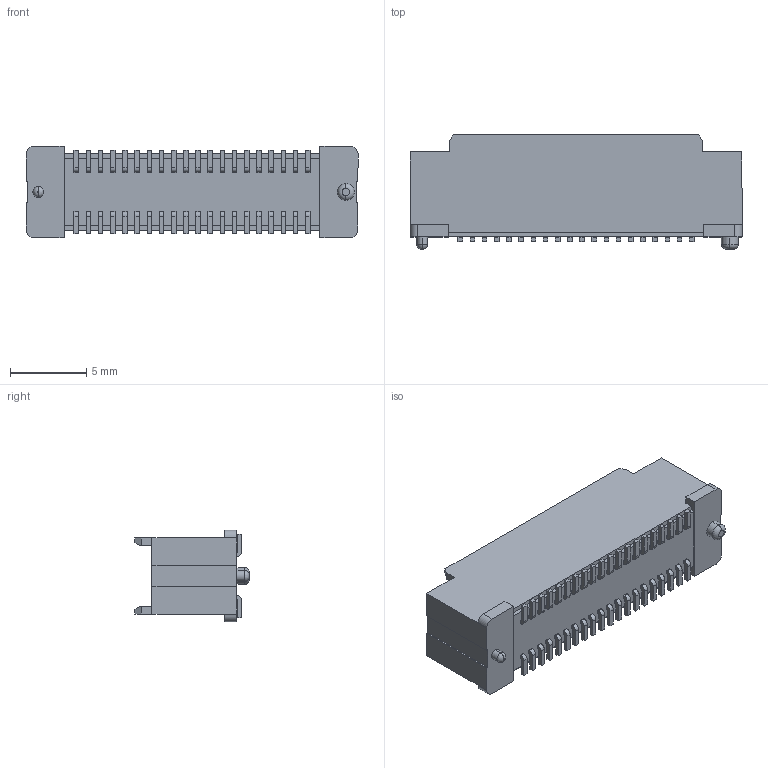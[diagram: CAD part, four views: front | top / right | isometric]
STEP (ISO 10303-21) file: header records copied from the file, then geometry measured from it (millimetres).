
FILE_DESCRIPTION (( 'STEP AP214' ), '1' );
FILE_NAME ('61083-043602LLF.STEP', '2023-06-15T21:30:14', ( '' ), ( '' ), 'SwSTEP 2.0', 'SolidWorks 2021', '' );
FILE_SCHEMA (( 'AUTOMOTIVE_DESIGN' ));
Length unit declared in the file: millimetre
Products named in the file (3): 61083-body_04; 61083-043602LLF; pin^61083 additional - gold tin
Assembly tree (41 placements, depth 2):
  61083-043602LLF
    61083-body_04
    pin^61083 additional - gold tin  x40
Bounding box: 21.8 x 7.5 x 6 mm (x, y, z)
Volume: 461 mm3; surface area: 997 mm2
Topology: 81 solids, 81 shells, 1086 faces, 2553 edges, 1634 vertices
Faces by surface type: plane 970, cylinder 96, cone 16, torus 4
Entity records: 10493 total; most frequent: CARTESIAN_POINT 1807, ORIENTED_EDGE 1752, DIRECTION 1714, EDGE_CURVE 876, LINE 816, VECTOR 816, VERTEX_POINT 542, AXIS2_PLACEMENT_3D 449
